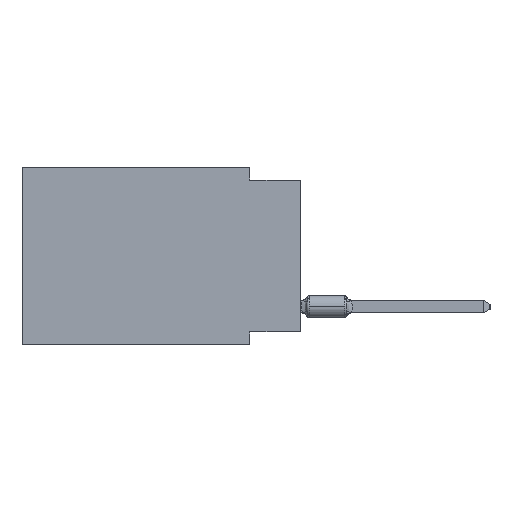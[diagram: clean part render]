
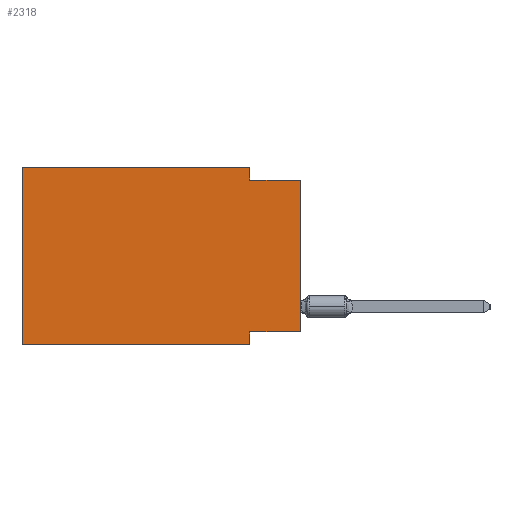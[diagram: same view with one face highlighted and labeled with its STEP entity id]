
A CAD part, left-side view. The second image highlights one B-rep face of the part: STEP entity #2318.
In plain terms, the highlighted planar face has unit normal (-1, 0, 0).
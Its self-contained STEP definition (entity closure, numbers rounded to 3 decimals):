
#103 = EDGE_CURVE ( 'NONE', #25772, #8764, #8586, .T. ) ;
#1366 = DIRECTION ( 'NONE',  ( 0., -1., 0. ) ) ;
#1585 = ORIENTED_EDGE ( 'NONE', *, *, #10025, .F. ) ;
#2318 = ADVANCED_FACE ( 'NONE', ( #32766 ), #7732, .F. ) ;
#3098 = CARTESIAN_POINT ( 'NONE',  ( 0., 2.54, 0. ) ) ;
#3229 = ORIENTED_EDGE ( 'NONE', *, *, #103, .T. ) ;
#3358 = EDGE_CURVE ( 'NONE', #30483, #35259, #19032, .T. ) ;
#3975 = DIRECTION ( 'NONE',  ( 0., -1., 0. ) ) ;
#4590 = ORIENTED_EDGE ( 'NONE', *, *, #29043, .F. ) ;
#7291 = DIRECTION ( 'NONE',  ( 0., 1., 0. ) ) ;
#7473 = ORIENTED_EDGE ( 'NONE', *, *, #3358, .T. ) ;
#7732 = PLANE ( 'NONE',  #39008 ) ;
#7816 = CARTESIAN_POINT ( 'NONE',  ( 0., 2.54, -8.89 ) ) ;
#8085 = ORIENTED_EDGE ( 'NONE', *, *, #10227, .F. ) ;
#8090 = CARTESIAN_POINT ( 'NONE',  ( 0., 0., -8.255 ) ) ;
#8586 = LINE ( 'NONE', #30945, #27925 ) ;
#8764 = VERTEX_POINT ( 'NONE', #40158 ) ;
#10025 = EDGE_CURVE ( 'NONE', #30483, #28688, #26580, .T. ) ;
#10227 = EDGE_CURVE ( 'NONE', #25772, #36472, #27401, .T. ) ;
#11537 = CARTESIAN_POINT ( 'NONE',  ( 0., 0., -8.255 ) ) ;
#11649 = CARTESIAN_POINT ( 'NONE',  ( 0., 13.97, 0. ) ) ;
#11785 = LINE ( 'NONE', #17825, #28380 ) ;
#12763 = CARTESIAN_POINT ( 'NONE',  ( 0., 13.97, -8.89 ) ) ;
#14439 = DIRECTION ( 'NONE',  ( 0., 0., 1. ) ) ;
#14776 = EDGE_CURVE ( 'NONE', #29113, #27115, #31691, .T. ) ;
#14846 = DIRECTION ( 'NONE',  ( 0., 0., 1. ) ) ;
#15166 = DIRECTION ( 'NONE',  ( 0., 0., -1. ) ) ;
#16426 = LINE ( 'NONE', #41296, #21717 ) ;
#17825 = CARTESIAN_POINT ( 'NONE',  ( 0., 0., -0.635 ) ) ;
#17852 = ORIENTED_EDGE ( 'NONE', *, *, #28280, .F. ) ;
#19032 = LINE ( 'NONE', #12763, #38366 ) ;
#20621 = VECTOR ( 'NONE', #7291, 1000. ) ;
#20840 = DIRECTION ( 'NONE',  ( 0., 0., -1. ) ) ;
#21241 = LINE ( 'NONE', #11649, #35683 ) ;
#21272 = VECTOR ( 'NONE', #14439, 1000. ) ;
#21594 = VECTOR ( 'NONE', #15166, 1000. ) ;
#21717 = VECTOR ( 'NONE', #28762, 1000. ) ;
#23635 = EDGE_LOOP ( 'NONE', ( #3229, #31520, #31740, #17852, #1585, #7473, #4590, #8085 ) ) ;
#23849 = CARTESIAN_POINT ( 'NONE',  ( 0., 13.97, 0. ) ) ;
#25772 = VERTEX_POINT ( 'NONE', #8090 ) ;
#26580 = LINE ( 'NONE', #23849, #21272 ) ;
#27115 = VERTEX_POINT ( 'NONE', #37315 ) ;
#27401 = LINE ( 'NONE', #11537, #20621 ) ;
#27925 = VECTOR ( 'NONE', #14846, 1000. ) ;
#28280 = EDGE_CURVE ( 'NONE', #28688, #29113, #21241, .T. ) ;
#28322 = CARTESIAN_POINT ( 'NONE',  ( 0., 13.97, -8.89 ) ) ;
#28380 = VECTOR ( 'NONE', #1366, 1000. ) ;
#28442 = EDGE_CURVE ( 'NONE', #27115, #8764, #11785, .T. ) ;
#28688 = VERTEX_POINT ( 'NONE', #29817 ) ;
#28762 = DIRECTION ( 'NONE',  ( 0., 0., -1. ) ) ;
#29043 = EDGE_CURVE ( 'NONE', #36472, #35259, #16426, .T. ) ;
#29113 = VERTEX_POINT ( 'NONE', #36637 ) ;
#29817 = CARTESIAN_POINT ( 'NONE',  ( 0., 13.97, 0. ) ) ;
#30036 = CARTESIAN_POINT ( 'NONE',  ( 0., 13.97, 0. ) ) ;
#30483 = VERTEX_POINT ( 'NONE', #28322 ) ;
#30945 = CARTESIAN_POINT ( 'NONE',  ( 0., 0., 0. ) ) ;
#31520 = ORIENTED_EDGE ( 'NONE', *, *, #28442, .F. ) ;
#31691 = LINE ( 'NONE', #3098, #21594 ) ;
#31740 = ORIENTED_EDGE ( 'NONE', *, *, #14776, .F. ) ;
#32766 = FACE_OUTER_BOUND ( 'NONE', #23635, .T. ) ;
#33357 = DIRECTION ( 'NONE',  ( 0., -1., 0. ) ) ;
#34015 = DIRECTION ( 'NONE',  ( 1., 0., 0. ) ) ;
#35259 = VERTEX_POINT ( 'NONE', #7816 ) ;
#35683 = VECTOR ( 'NONE', #33357, 1000. ) ;
#36472 = VERTEX_POINT ( 'NONE', #39444 ) ;
#36637 = CARTESIAN_POINT ( 'NONE',  ( 0., 2.54, 0. ) ) ;
#37315 = CARTESIAN_POINT ( 'NONE',  ( 0., 2.54, -0.635 ) ) ;
#38366 = VECTOR ( 'NONE', #3975, 1000. ) ;
#39008 = AXIS2_PLACEMENT_3D ( 'NONE', #30036, #34015, #20840 ) ;
#39444 = CARTESIAN_POINT ( 'NONE',  ( 0., 2.54, -8.255 ) ) ;
#40158 = CARTESIAN_POINT ( 'NONE',  ( 0., 0., -0.635 ) ) ;
#41296 = CARTESIAN_POINT ( 'NONE',  ( 0., 2.54, -8.89 ) ) ;
